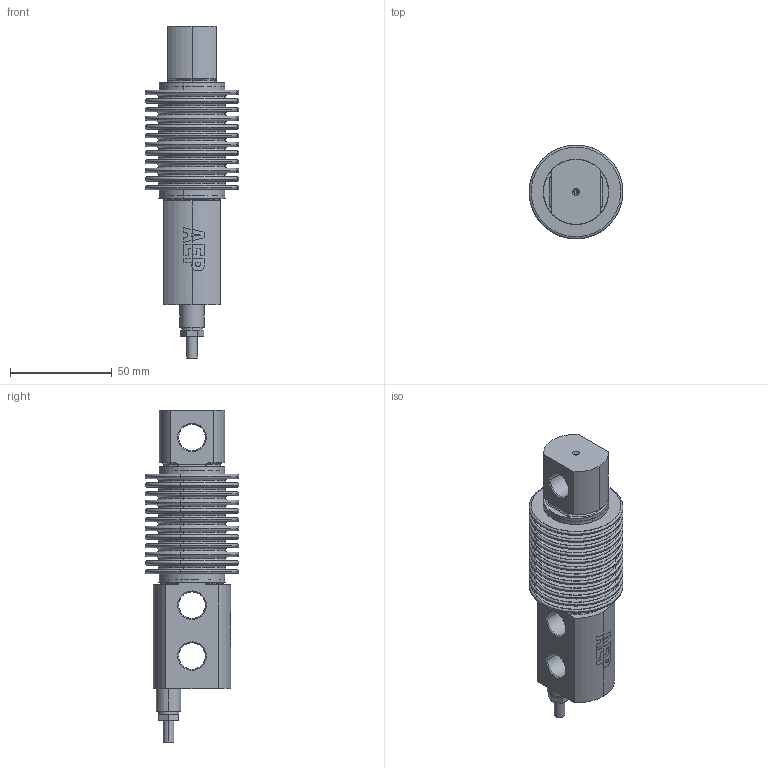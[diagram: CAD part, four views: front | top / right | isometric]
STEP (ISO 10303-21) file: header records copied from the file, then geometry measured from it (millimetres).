
FILE_DESCRIPTION(('STEP AP214'),'1');
FILE_NAME('F3.stp','2015-05-18T08:52:03',(' '),(' '),'Spatial InterOp 3D',' ',' ');
FILE_SCHEMA(('automotive_design'));
Length unit declared in the file: metre
Products named in the file (1): Bellows
Bounding box: 46.08 x 46.08 x 163.27 mm (x, y, z)
Volume: 105608.2 mm3; surface area: 67032 mm2
Topology: 1 solids, 2 shells, 381 faces, 841 edges, 519 vertices
Faces by surface type: torus 202, plane 103, cylinder 47, cone 20, bspline 9
Entity records: 21341 total; most frequent: CARTESIAN_POINT 9390, DIRECTION 2171, ORIENTED_EDGE 1678, AXIS2_PLACEMENT_3D 999, EDGE_CURVE 839, CIRCLE 614, VERTEX_POINT 519, EDGE_LOOP 446
